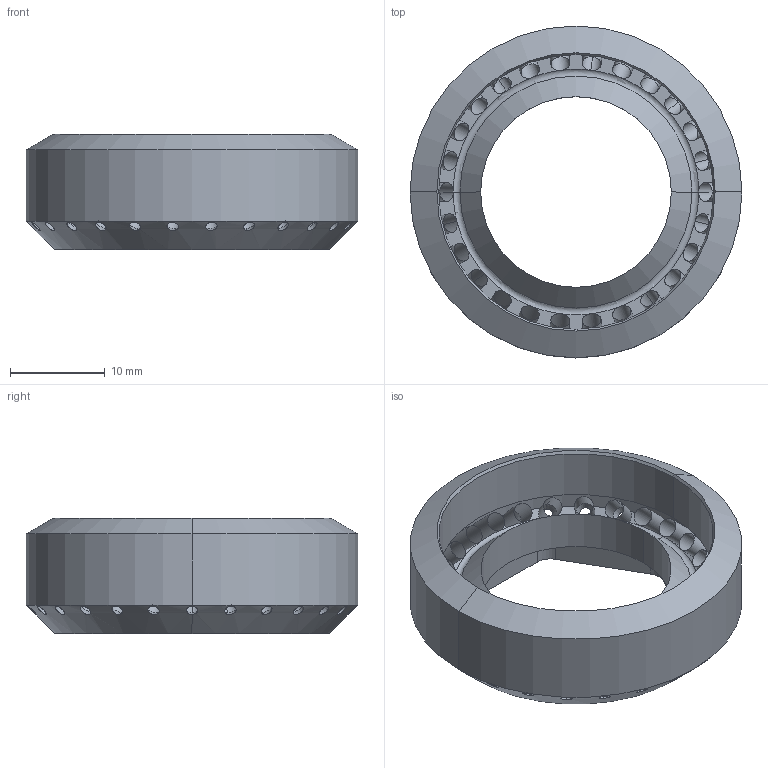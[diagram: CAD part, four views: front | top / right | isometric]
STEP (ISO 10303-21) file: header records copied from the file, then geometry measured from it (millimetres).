
FILE_DESCRIPTION (( 'STEP AP203' ), '1' );
FILE_NAME ('Vnutr2-2.STEP', '2018-06-25T03:29:57', ( '' ), ( '' ), 'SwSTEP 2.0', 'SolidWorks 2016', '' );
FILE_SCHEMA (( 'CONFIG_CONTROL_DESIGN' ));
Length unit declared in the file: millimetre
Products named in the file (1): Vnutr2-2
Bounding box: 35 x 35 x 12.13 mm (x, y, z)
Volume: 4269.8 mm3; surface area: 4034 mm2
Topology: 1 solids, 1 shells, 137 faces, 459 edges, 248 vertices
Faces by surface type: cylinder 65, cone 62, plane 8, torus 2
Entity records: 5350 total; most frequent: CARTESIAN_POINT 1973, ORIENTED_EDGE 726, DIRECTION 647, EDGE_CURVE 363, AXIS2_PLACEMENT_3D 250, VERTEX_POINT 200, EDGE_LOOP 163, VECTOR 147
